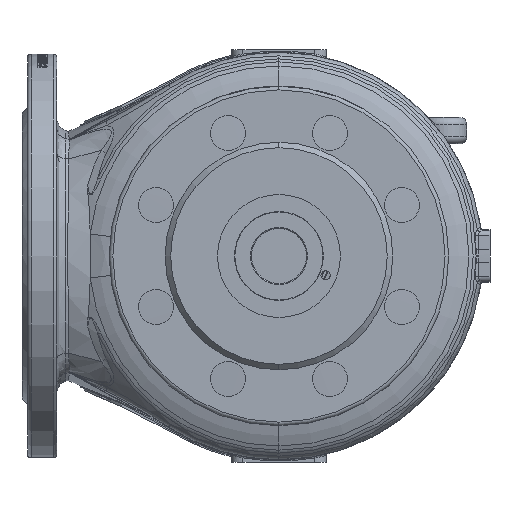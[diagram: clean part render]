
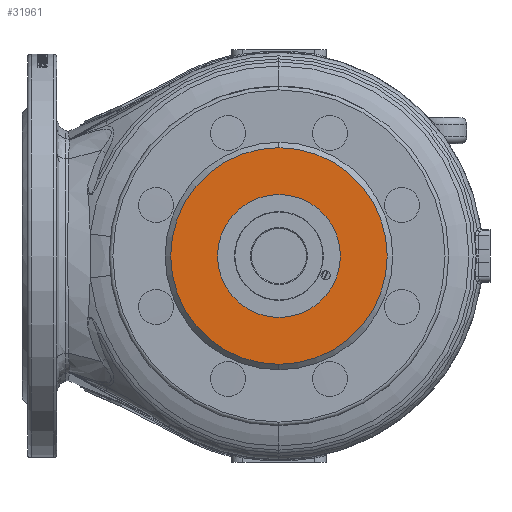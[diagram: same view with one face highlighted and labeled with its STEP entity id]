
A CAD part, front view. The second image highlights one B-rep face of the part: STEP entity #31961.
In plain terms, the highlighted planar face has unit normal (0, -1, 0).
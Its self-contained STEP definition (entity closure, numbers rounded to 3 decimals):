
#4201 = DIRECTION ( 'NONE',  ( 0., 1., 0. ) ) ;
#5670 = CIRCLE ( 'NONE', #38329, 59. ) ;
#15127 = DIRECTION ( 'NONE',  ( 0., 1., 0. ) ) ;
#21418 = ORIENTED_EDGE ( 'NONE', *, *, #195979, .T. ) ;
#21576 = DIRECTION ( 'NONE',  ( 1., 0., 0. ) ) ;
#30506 = PLANE ( 'NONE',  #182768 ) ;
#31961 = ADVANCED_FACE ( 'NONE', ( #52219, #168347 ), #30506, .T. ) ;
#37331 = AXIS2_PLACEMENT_3D ( 'NONE', #128838, #15127, #206748 ) ;
#38329 = AXIS2_PLACEMENT_3D ( 'NONE', #127378, #220721, #201517 ) ;
#41374 = CIRCLE ( 'NONE', #37331, 33.5 ) ;
#52219 = FACE_OUTER_BOUND ( 'NONE', #86579, .T. ) ;
#55224 = CARTESIAN_POINT ( 'NONE',  ( 0., -170., -33.5 ) ) ;
#56701 = DIRECTION ( 'NONE',  ( 1., 0., 0. ) ) ;
#57965 = CARTESIAN_POINT ( 'NONE',  ( 0., -170., 0. ) ) ;
#71376 = CARTESIAN_POINT ( 'NONE',  ( 0., -170., 0. ) ) ;
#82088 = EDGE_CURVE ( 'NONE', #205112, #176935, #5670, .T. ) ;
#84896 = ORIENTED_EDGE ( 'NONE', *, *, #82088, .F. ) ;
#85725 = ORIENTED_EDGE ( 'NONE', *, *, #97577, .F. ) ;
#86579 = EDGE_LOOP ( 'NONE', ( #85725, #84896 ) ) ;
#97577 = EDGE_CURVE ( 'NONE', #176935, #205112, #201869, .T. ) ;
#108440 = DIRECTION ( 'NONE',  ( 1., 0., 0. ) ) ;
#114781 = CARTESIAN_POINT ( 'NONE',  ( 0., -170., 59. ) ) ;
#127378 = CARTESIAN_POINT ( 'NONE',  ( 0., -170., 0. ) ) ;
#128838 = CARTESIAN_POINT ( 'NONE',  ( 0., -170., 0. ) ) ;
#144772 = AXIS2_PLACEMENT_3D ( 'NONE', #57965, #4201, #56701 ) ;
#145135 = ORIENTED_EDGE ( 'NONE', *, *, #186874, .T. ) ;
#151992 = EDGE_LOOP ( 'NONE', ( #21418, #145135 ) ) ;
#165297 = CARTESIAN_POINT ( 'NONE',  ( 0., -170., 33.5 ) ) ;
#168347 = FACE_BOUND ( 'NONE', #151992, .T. ) ;
#169623 = DIRECTION ( 'NONE',  ( 0., -1., 0. ) ) ;
#176935 = VERTEX_POINT ( 'NONE', #114781 ) ;
#182768 = AXIS2_PLACEMENT_3D ( 'NONE', #71376, #169623, #108440 ) ;
#186874 = EDGE_CURVE ( 'NONE', #213714, #212888, #222477, .T. ) ;
#195979 = EDGE_CURVE ( 'NONE', #212888, #213714, #41374, .T. ) ;
#196519 = DIRECTION ( 'NONE',  ( 0., 1., 0. ) ) ;
#201517 = DIRECTION ( 'NONE',  ( 1., 0., 0. ) ) ;
#201869 = CIRCLE ( 'NONE', #144772, 59. ) ;
#205112 = VERTEX_POINT ( 'NONE', #220689 ) ;
#206219 = AXIS2_PLACEMENT_3D ( 'NONE', #215721, #196519, #21576 ) ;
#206748 = DIRECTION ( 'NONE',  ( 1., 0., 0. ) ) ;
#212888 = VERTEX_POINT ( 'NONE', #165297 ) ;
#213714 = VERTEX_POINT ( 'NONE', #55224 ) ;
#215721 = CARTESIAN_POINT ( 'NONE',  ( 0., -170., 0. ) ) ;
#220689 = CARTESIAN_POINT ( 'NONE',  ( 0., -170., -59. ) ) ;
#220721 = DIRECTION ( 'NONE',  ( 0., 1., 0. ) ) ;
#222477 = CIRCLE ( 'NONE', #206219, 33.5 ) ;
